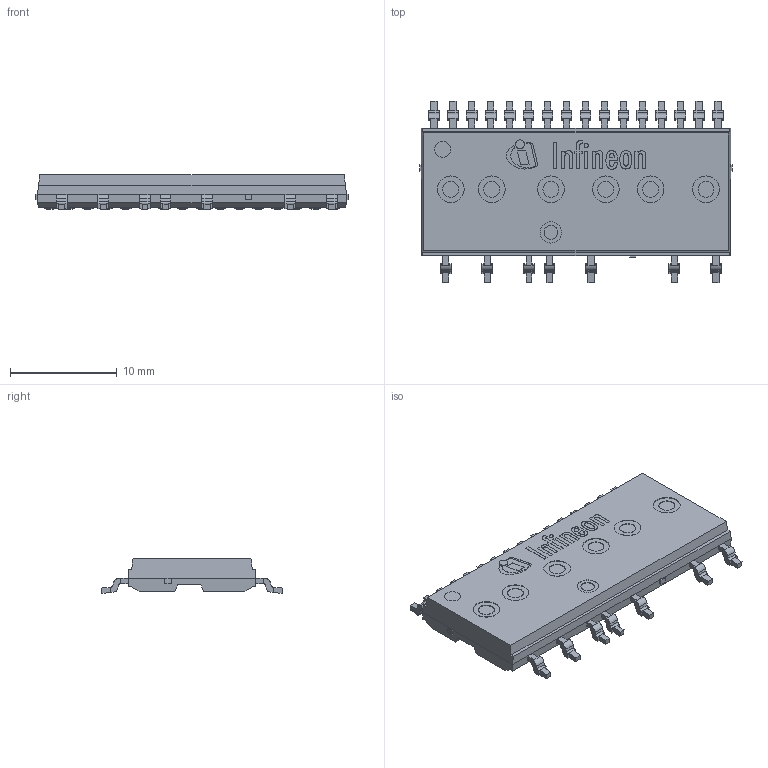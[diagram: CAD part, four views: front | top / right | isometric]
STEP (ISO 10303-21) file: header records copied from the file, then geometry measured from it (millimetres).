
FILE_DESCRIPTION(/* description */ (''),/* implementation_level */ '2;1');
FILE_NAME(/* name */ 'PG-DIP-23-901.stp',/* time_stamp */ '2018-05-21T10:12:04+08:00',/* author */ ('mdsaid'),/* organization */ (''),/* preprocessor_version */ 'ST-DEVELOPER v16.13',/* originating_system */ 'Autodesk Inventor 2018',/* authorisation */ '');
FILE_SCHEMA (('AUTOMOTIVE_DESIGN { 1 0 10303 214 3 1 1 }'));
Length unit declared in the file: millimetre
Products named in the file (7): PG-DIP-23-900; PG-DIP-23-900_LOWER_MOLD; PG-DIP-23-900_UPPER_MOLD; PG-DIP-23-900_TIE_BAR; PG-DIP-23-900_LOGO; PG-DIP-23-901_GULLWING_2; PG-DIP-23-901_GULLWING_1
Assembly tree (29 placements, depth 2):
  PG-DIP-23-900
    PG-DIP-23-900_LOWER_MOLD
    PG-DIP-23-900_UPPER_MOLD
    PG-DIP-23-900_TIE_BAR  x3
    PG-DIP-23-900_LOGO
    PG-DIP-23-901_GULLWING_1  x21
    PG-DIP-23-901_GULLWING_2  x2
Bounding box: 29.3 x 17 x 3.26 mm (x, y, z)
Volume: 1008.1 mm3; surface area: 1858.3 mm2
Topology: 40 solids, 40 shells, 795 faces, 2100 edges, 1400 vertices
Faces by surface type: plane 551, cylinder 244
Full cylindrical faces by diameter (mm): 0.401 x1, 0.831 x1, 1.3 x1, 1.5 x7, 2 x1, 2.5 x6
Entity records: 10175 total; most frequent: DIRECTION 1837, CARTESIAN_POINT 1700, ORIENTED_EDGE 1598, EDGE_CURVE 799, AXIS2_PLACEMENT_3D 681, VERTEX_POINT 544, LINE 475, VECTOR 475
